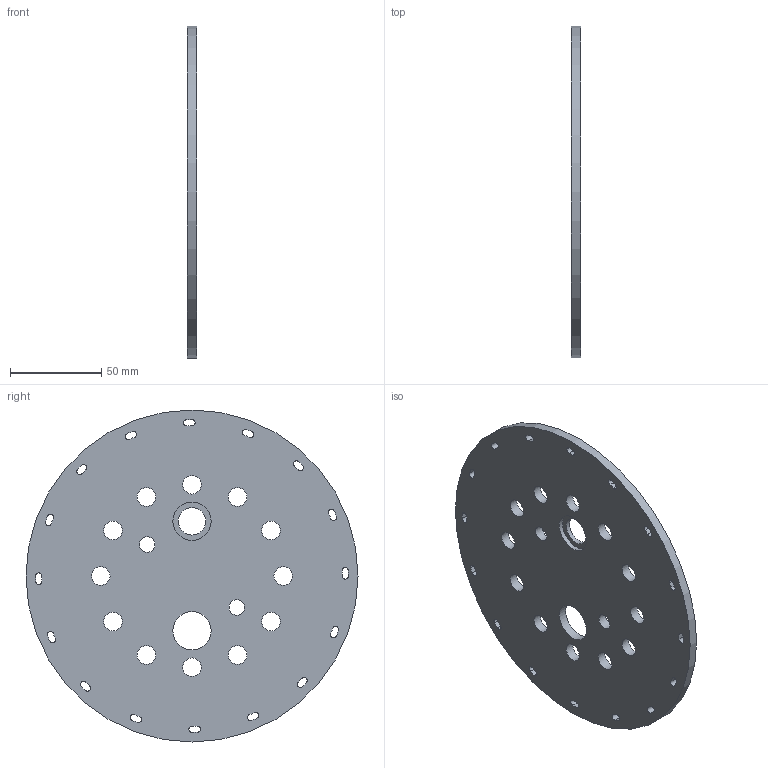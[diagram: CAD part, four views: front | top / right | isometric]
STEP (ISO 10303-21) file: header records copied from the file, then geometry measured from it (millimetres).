
FILE_DESCRIPTION(/* description */ (''),/* implementation_level */ '2;1');
FILE_NAME(/* name */ 'b0db58ef-a5e6-41d4-824f-87c408b01979.stp',/* time_stamp */ '2021-07-03T12:07:04+00:00',/* author */ (''),/* organization */ (''),/* preprocessor_version */ 'ST-DEVELOPER v18.1',/* originating_system */ 'Autodesk Translation Framework v10.9.0.1377',/* authorisation */ '');
FILE_SCHEMA (('AUTOMOTIVE_DESIGN { 1 0 10303 214 3 1 1 }'));
Length unit declared in the file: millimetre
Products named in the file (1): Back Endcap
Bounding box: 5 x 182 x 182 mm (x, y, z)
Volume: 120041.1 mm3; surface area: 55170.1 mm2
Topology: 1 solids, 1 shells, 85 faces, 246 edges, 164 vertices
Faces by surface type: cylinder 82, plane 3
Full cylindrical faces by diameter (mm): 8.5 x2, 10.2 x12, 15.05 x1, 21 x2, 182 x1
Entity records: 3065 total; most frequent: DIRECTION 582, CARTESIAN_POINT 496, ORIENTED_EDGE 492, AXIS2_PLACEMENT_3D 250, EDGE_CURVE 246, CIRCLE 164, VERTEX_POINT 164, EDGE_LOOP 150
